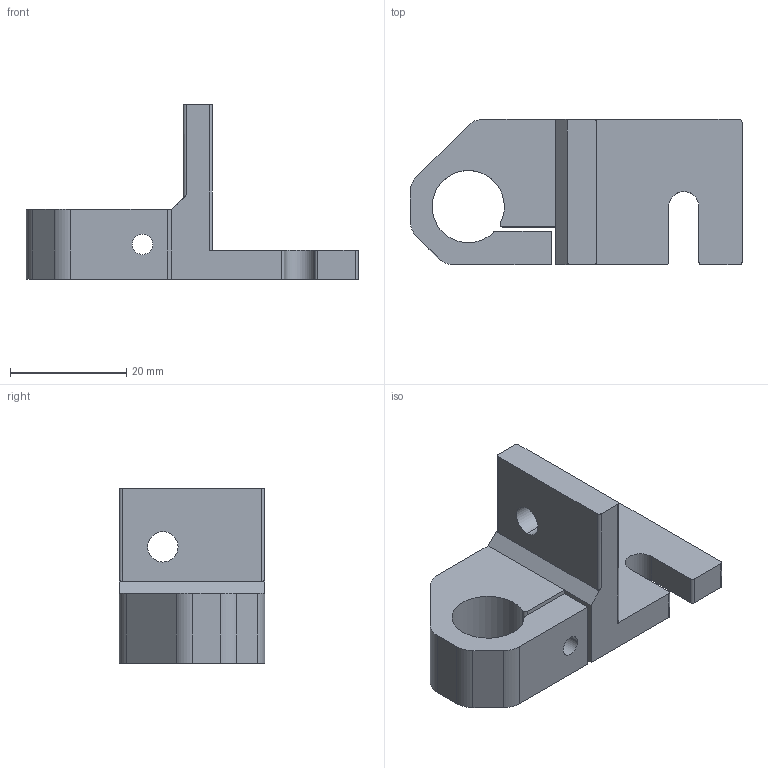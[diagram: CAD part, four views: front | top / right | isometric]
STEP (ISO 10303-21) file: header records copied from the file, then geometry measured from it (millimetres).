
FILE_DESCRIPTION((''),'2;1');
FILE_NAME('Z_AXIS_LINEAR_RAIL_BRACKET_-_RI','2023-02-15T17:17:44',('matteo.grassi'),(''),'CREO PARAMETRIC BY PTC INC, 2018020','CREO PARAMETRIC BY PTC INC, 2018020','');
FILE_SCHEMA(('AUTOMOTIVE_DESIGN { 1 0 10303 214 1 1 1 1 }'));
Length unit declared in the file: millimetre
Products named in the file (1): Z_AXIS_LINEAR_RAIL_BRACKET_-_RI
Bounding box: 57 x 25 x 30 mm (x, y, z)
Volume: 11774.2 mm3; surface area: 6044.1 mm2
Topology: 1 solids, 1 shells, 49 faces, 166 edges, 121 vertices
Faces by surface type: cylinder 26, plane 23
Entity records: 2912 total; most frequent: CARTESIAN_POINT 348, DIRECTION 342, ORIENTED_EDGE 332, PRESENTATION_STYLE_ASSIGNMENT 216, STYLED_ITEM 167, CURVE_STYLE 166, EDGE_CURVE 166, AXIS2_PLACEMENT_3D 130
